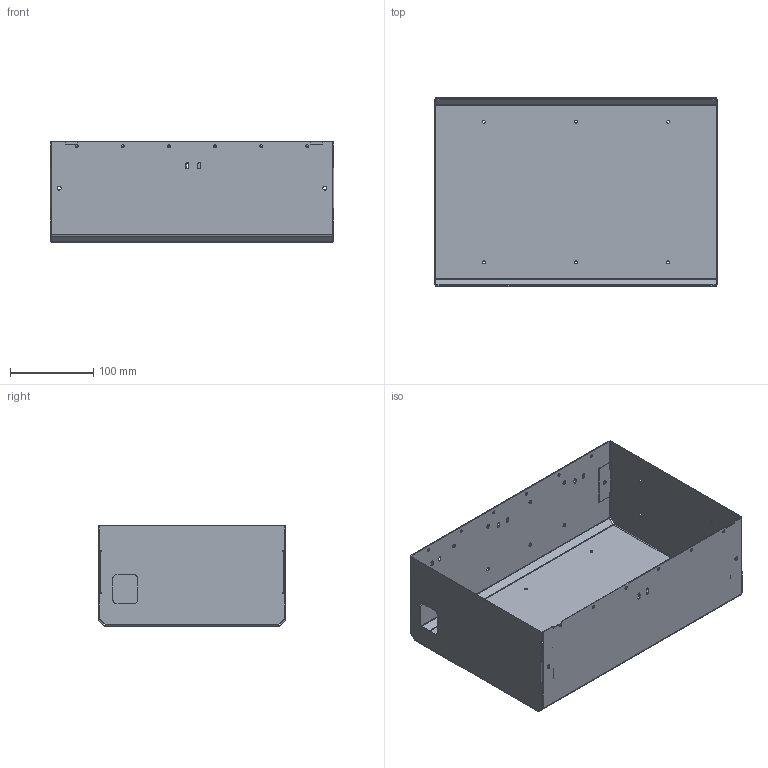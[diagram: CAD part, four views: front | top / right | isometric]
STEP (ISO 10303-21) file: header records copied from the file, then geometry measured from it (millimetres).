
FILE_DESCRIPTION(/* description */ (''),/* implementation_level */ '2;1');
FILE_NAME(/* name */ 'Interior Case 4.step',/* time_stamp */ '2023-09-14T18:41:17+02:00',/* author */ (''),/* organization */ (''),/* preprocessor_version */ 'ST-DEVELOPER v20',/* originating_system */ 'Autodesk Translation Framework v12.9.0.99',/* authorisation */ '');
FILE_SCHEMA (('AUTOMOTIVE_DESIGN { 1 0 10303 214 3 1 1 }'));
Length unit declared in the file: millimetre
Products named in the file (1): Interior Case 4
Bounding box: 341.5 x 226.26 x 120.55 mm (x, y, z)
Volume: 209815.6 mm3; surface area: 422693.3 mm2
Topology: 1 solids, 1 shells, 208 faces, 538 edges, 332 vertices
Faces by surface type: plane 130, cylinder 76, bspline 2
Full cylindrical faces by diameter (mm): 3.5 x18, 4.5 x8, 4.6 x4, 4.7 x8
Entity records: 6489 total; most frequent: DIRECTION 1108, CARTESIAN_POINT 1097, ORIENTED_EDGE 1076, EDGE_CURVE 538, LINE 382, VECTOR 382, AXIS2_PLACEMENT_3D 363, VERTEX_POINT 332
